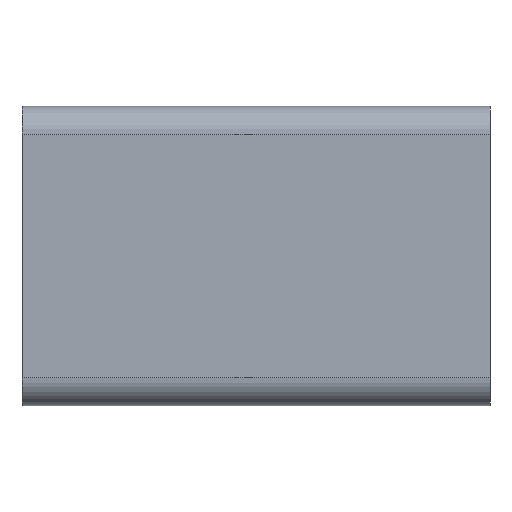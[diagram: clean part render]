
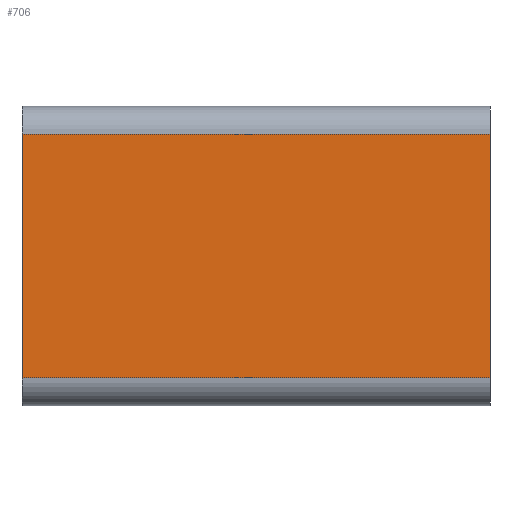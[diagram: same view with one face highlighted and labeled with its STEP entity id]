
A CAD part, front view. The second image highlights one B-rep face of the part: STEP entity #706.
In plain terms, the highlighted planar face has unit normal (0, -1, 0).
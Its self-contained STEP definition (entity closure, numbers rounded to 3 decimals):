
#19=PLANE('',#764);
#46=FACE_OUTER_BOUND('',#88,.T.);
#88=EDGE_LOOP('',(#485,#486,#487,#488));
#129=LINE('',#1047,#209);
#131=LINE('',#1053,#211);
#132=LINE('',#1055,#212);
#133=LINE('',#1056,#213);
#209=VECTOR('',#833,10.);
#211=VECTOR('',#839,10.);
#212=VECTOR('',#840,10.);
#213=VECTOR('',#841,10.);
#314=VERTEX_POINT('',#1044);
#315=VERTEX_POINT('',#1046);
#317=VERTEX_POINT('',#1052);
#318=VERTEX_POINT('',#1054);
#378=EDGE_CURVE('',#314,#315,#129,.T.);
#381=EDGE_CURVE('',#314,#317,#131,.T.);
#382=EDGE_CURVE('',#318,#317,#132,.T.);
#383=EDGE_CURVE('',#318,#315,#133,.T.);
#485=ORIENTED_EDGE('',*,*,#378,.F.);
#486=ORIENTED_EDGE('',*,*,#381,.T.);
#487=ORIENTED_EDGE('',*,*,#382,.F.);
#488=ORIENTED_EDGE('',*,*,#383,.T.);
#706=ADVANCED_FACE('',(#46),#19,.T.);
#764=AXIS2_PLACEMENT_3D('',#1051,#837,#838);
#833=DIRECTION('',(-1.,0.,0.));
#837=DIRECTION('center_axis',(0.,-1.,0.));
#838=DIRECTION('ref_axis',(0.,0.,-1.));
#839=DIRECTION('',(0.,0.,1.));
#840=DIRECTION('',(1.,0.,0.));
#841=DIRECTION('',(0.,0.,-1.));
#1044=CARTESIAN_POINT('',(1.25,-1.6,0.15));
#1046=CARTESIAN_POINT('',(-1.25,-1.6,0.15));
#1047=CARTESIAN_POINT('',(0.625,-1.6,0.15));
#1051=CARTESIAN_POINT('Origin',(0.,-1.6,0.8));
#1052=CARTESIAN_POINT('',(1.25,-1.6,1.45));
#1053=CARTESIAN_POINT('',(1.25,-1.6,0.));
#1054=CARTESIAN_POINT('',(-1.25,-1.6,1.45));
#1055=CARTESIAN_POINT('',(-0.625,-1.6,1.45));
#1056=CARTESIAN_POINT('',(-1.25,-1.6,1.6));
